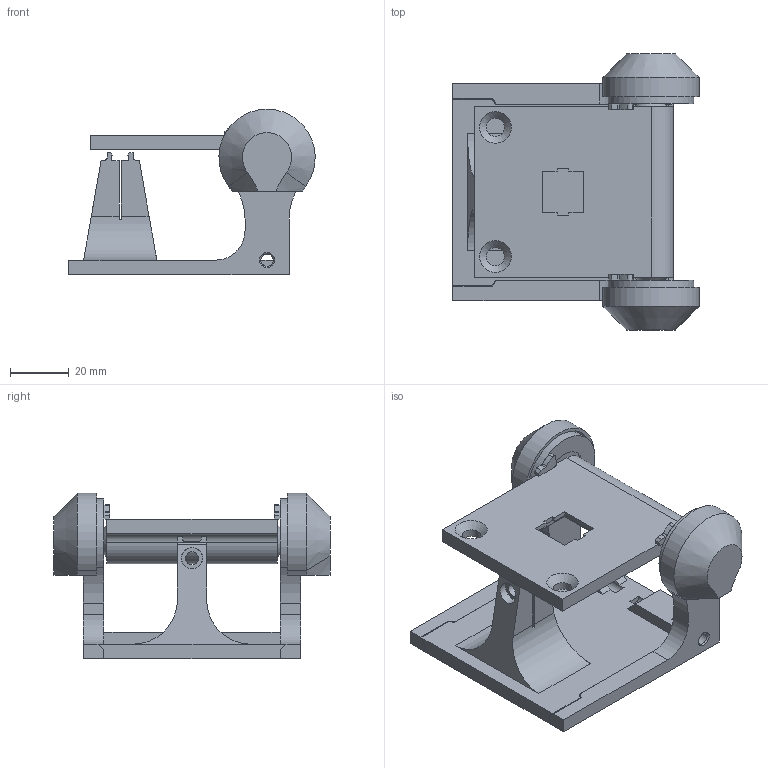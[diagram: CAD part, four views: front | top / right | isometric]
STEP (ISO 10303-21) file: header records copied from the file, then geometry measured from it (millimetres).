
FILE_DESCRIPTION( ( '' ), ' ' );
FILE_NAME( '5a8bde9f252dd70fe999f1c2.step', '2018-02-20T08:38:56', ( '' ), ( '' ), ' ', ' ', ' ' );
FILE_SCHEMA( ( 'AUTOMOTIVE_DESIGN { 1 0 10303 214 1 1 1 1 }' ) );
Length unit declared in the file: metre
Products named in the file (10): BoltCover_mirrored; BoltCover; Stopper; Arm_right; Basement; Arm_left; Bearing2; Bearing1; DivingBoard
Bounding box: 83.89 x 94 x 56.4 mm (x, y, z)
Volume: 78647.9 mm3; surface area: 42521.7 mm2
Topology: 10 solids, 10 shells, 239 faces, 616 edges, 405 vertices
Faces by surface type: plane 157, cylinder 52, cone 24, bspline 6
Full cylindrical faces by diameter (mm): 4.2 x6, 4.4 x2, 5.2 x1, 6 x2, 6.2 x2, 7.2 x1, 17.2 x2, 19 x2, 19.2 x2
Entity records: 9345 total; most frequent: CARTESIAN_POINT 1532, DIRECTION 1171, ORIENTED_EDGE 1170, EDGE_CURVE 585, LINE 413, VECTOR 413, VERTEX_POINT 400, AXIS2_PLACEMENT_3D 379
